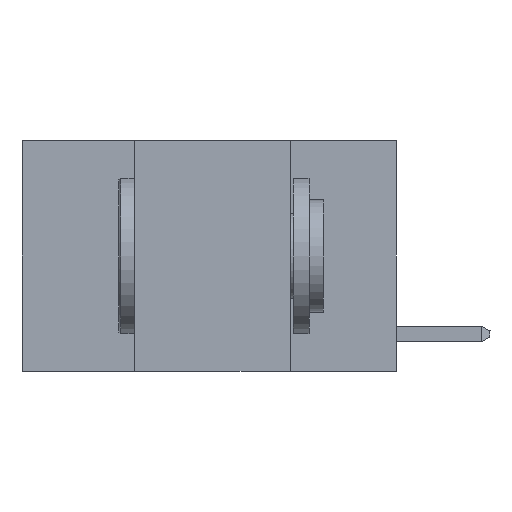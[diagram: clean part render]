
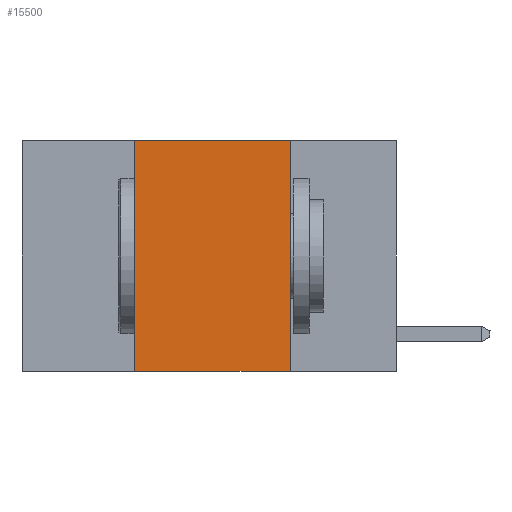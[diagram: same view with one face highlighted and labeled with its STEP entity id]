
A CAD part, left-side view. The second image highlights one B-rep face of the part: STEP entity #15500.
In plain terms, the highlighted planar face has unit normal (-1, 0, 0).
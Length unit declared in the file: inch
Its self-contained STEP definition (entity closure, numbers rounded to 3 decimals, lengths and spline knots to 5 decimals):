
#269 = CARTESIAN_POINT ( 'NONE',  ( 0., 0.6, 0. ) ) ;
#1827 = VERTEX_POINT ( 'NONE', #7038 ) ;
#1869 = LINE ( 'NONE', #12191, #16000 ) ;
#1966 = DIRECTION ( 'NONE',  ( 0., 0., -1. ) ) ;
#2052 = CARTESIAN_POINT ( 'NONE',  ( 0., 0.17, -0.37 ) ) ;
#2506 = ORIENTED_EDGE ( 'NONE', *, *, #8736, .F. ) ;
#3018 = CARTESIAN_POINT ( 'NONE',  ( 0., 0.42, -0.37 ) ) ;
#3042 = LINE ( 'NONE', #8920, #9573 ) ;
#3144 = CARTESIAN_POINT ( 'NONE',  ( 0., 0.42, 0. ) ) ;
#3373 = ORIENTED_EDGE ( 'NONE', *, *, #16556, .F. ) ;
#4417 = DIRECTION ( 'NONE',  ( 0., 0., -1. ) ) ;
#5533 = CARTESIAN_POINT ( 'NONE',  ( 0., 0.17, 0. ) ) ;
#6088 = VECTOR ( 'NONE', #14894, 39.37008 ) ;
#7038 = CARTESIAN_POINT ( 'NONE',  ( 0., 0.42, 0. ) ) ;
#7451 = EDGE_CURVE ( 'NONE', #7872, #16561, #3042, .T. ) ;
#7872 = VERTEX_POINT ( 'NONE', #3018 ) ;
#8736 = EDGE_CURVE ( 'NONE', #7872, #1827, #10770, .T. ) ;
#8878 = ORIENTED_EDGE ( 'NONE', *, *, #7451, .T. ) ;
#8920 = CARTESIAN_POINT ( 'NONE',  ( 0., 0.6, -0.37 ) ) ;
#8946 = VERTEX_POINT ( 'NONE', #5533 ) ;
#9573 = VECTOR ( 'NONE', #17788, 39.37008 ) ;
#10770 = LINE ( 'NONE', #3144, #6088 ) ;
#10859 = EDGE_LOOP ( 'NONE', ( #3373, #16677, #2506, #8878 ) ) ;
#12049 = DIRECTION ( 'NONE',  ( 1., 0., 0. ) ) ;
#12191 = CARTESIAN_POINT ( 'NONE',  ( 0., 0.17, 0. ) ) ;
#13513 = AXIS2_PLACEMENT_3D ( 'NONE', #269, #12049, #4417 ) ;
#14251 = LINE ( 'NONE', #18764, #14742 ) ;
#14532 = DIRECTION ( 'NONE',  ( 0., -1., 0. ) ) ;
#14742 = VECTOR ( 'NONE', #14532, 39.37008 ) ;
#14825 = FACE_OUTER_BOUND ( 'NONE', #10859, .T. ) ;
#14894 = DIRECTION ( 'NONE',  ( 0., 0., 1. ) ) ;
#15332 = EDGE_CURVE ( 'NONE', #1827, #8946, #14251, .T. ) ;
#15500 = ADVANCED_FACE ( 'NONE', ( #14825 ), #17623, .F. ) ;
#16000 = VECTOR ( 'NONE', #1966, 39.37008 ) ;
#16556 = EDGE_CURVE ( 'NONE', #8946, #16561, #1869, .T. ) ;
#16561 = VERTEX_POINT ( 'NONE', #2052 ) ;
#16677 = ORIENTED_EDGE ( 'NONE', *, *, #15332, .F. ) ;
#17623 = PLANE ( 'NONE',  #13513 ) ;
#17788 = DIRECTION ( 'NONE',  ( 0., -1., 0. ) ) ;
#18764 = CARTESIAN_POINT ( 'NONE',  ( 0., 0.6, 0. ) ) ;
